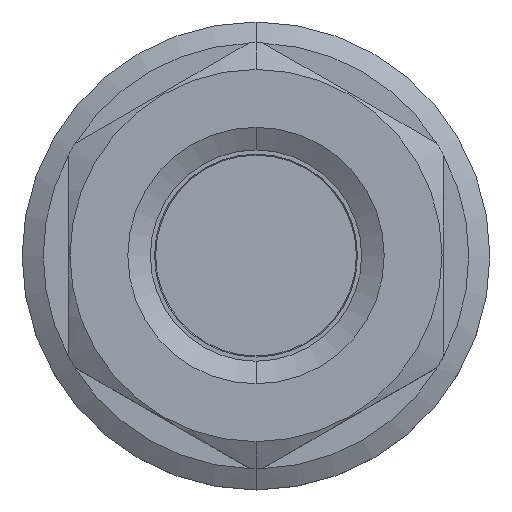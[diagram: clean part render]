
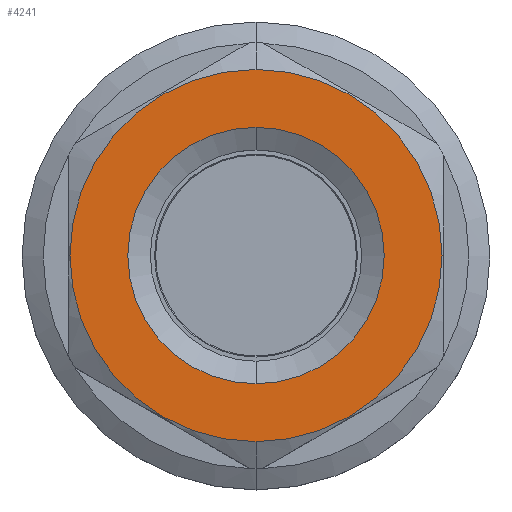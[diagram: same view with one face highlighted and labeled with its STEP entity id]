
A CAD part, top view. The second image highlights one B-rep face of the part: STEP entity #4241.
In plain terms, the highlighted planar face has unit normal (0, 0, 1).
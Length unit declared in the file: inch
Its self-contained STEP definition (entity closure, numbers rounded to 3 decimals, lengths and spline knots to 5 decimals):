
#493=CARTESIAN_POINT('',(0.,0.,3.407));
#494=DIRECTION('',(0.,0.,1.));
#495=DIRECTION('',(0.,-1.,0.));
#496=AXIS2_PLACEMENT_3D('',#493,#494,#495);
#498=CARTESIAN_POINT('',(0.,0.,3.407));
#499=DIRECTION('',(0.,0.,1.));
#500=DIRECTION('',(0.,1.,0.));
#501=AXIS2_PLACEMENT_3D('',#498,#499,#500);
#503=CARTESIAN_POINT('',(0.,0.,3.407));
#504=DIRECTION('',(0.,0.,1.));
#505=DIRECTION('',(0.,-1.,0.));
#506=AXIS2_PLACEMENT_3D('',#503,#504,#505);
#508=CARTESIAN_POINT('',(0.,0.,3.407));
#509=DIRECTION('',(0.,0.,1.));
#510=DIRECTION('',(0.,1.,0.));
#511=AXIS2_PLACEMENT_3D('',#508,#509,#510);
#3028=CARTESIAN_POINT('',(0.,-0.62,3.407));
#3029=CARTESIAN_POINT('',(0.,0.62,3.407));
#3030=VERTEX_POINT('',#3028);
#3031=VERTEX_POINT('',#3029);
#3112=CARTESIAN_POINT('',(0.,-0.42725,3.407));
#3113=CARTESIAN_POINT('',(0.,0.42725,3.407));
#3114=VERTEX_POINT('',#3112);
#3115=VERTEX_POINT('',#3113);
#4226=CARTESIAN_POINT('',(0.,0.,3.407));
#4227=DIRECTION('',(0.,0.,1.));
#4228=DIRECTION('',(0.,1.,0.));
#4229=AXIS2_PLACEMENT_3D('',#4226,#4227,#4228);
#4230=PLANE('',#4229);
#4231=ORIENTED_EDGE('',*,*,#3884,.F.);
#4232=ORIENTED_EDGE('',*,*,#4210,.F.);
#4233=EDGE_LOOP('',(#4231,#4232));
#4234=FACE_OUTER_BOUND('',#4233,.F.);
#4236=ORIENTED_EDGE('',*,*,#4235,.T.);
#4238=ORIENTED_EDGE('',*,*,#4237,.T.);
#4239=EDGE_LOOP('',(#4236,#4238));
#4240=FACE_BOUND('',#4239,.F.);
#497=CIRCLE('',#496,0.62);
#502=CIRCLE('',#501,0.62);
#507=CIRCLE('',#506,0.42725);
#512=CIRCLE('',#511,0.42725);
#3884=EDGE_CURVE('',#3030,#3031,#497,.T.);
#4210=EDGE_CURVE('',#3031,#3030,#502,.T.);
#4235=EDGE_CURVE('',#3114,#3115,#507,.T.);
#4237=EDGE_CURVE('',#3115,#3114,#512,.T.);
#4241=ADVANCED_FACE('',(#4234,#4240),#4230,.T.);
